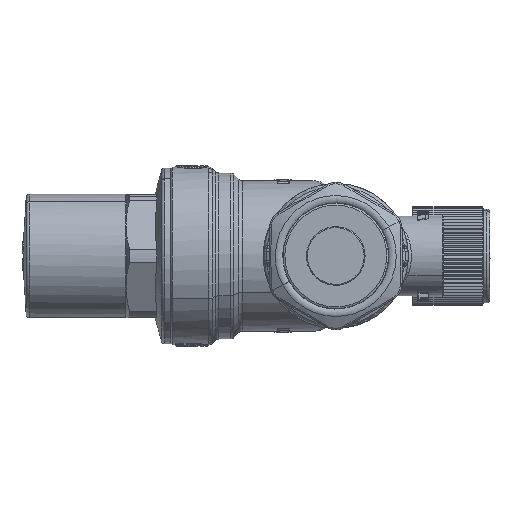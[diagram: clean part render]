
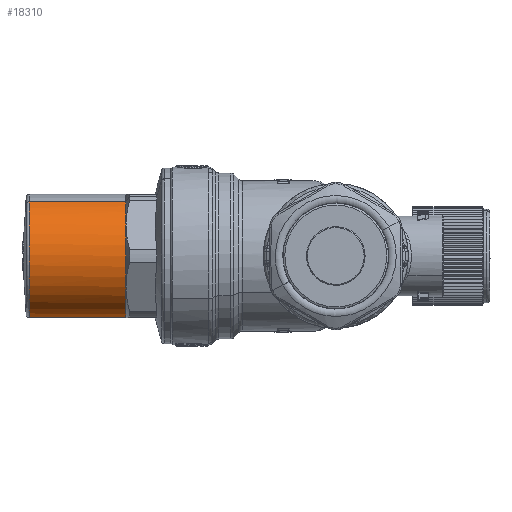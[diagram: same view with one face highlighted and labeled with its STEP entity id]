
A CAD part, left-side view. The second image highlights one B-rep face of the part: STEP entity #18310.
In plain terms, the highlighted cylindrical face has radius 20 mm (diameter 40 mm), a partial arc.
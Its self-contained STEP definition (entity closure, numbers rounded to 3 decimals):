
#18190=CARTESIAN_POINT('Axis2P3D Location',(0.,99.35,0.)) ;
#18194=CARTESIAN_POINT('Vertex',(-9.589,99.35,17.552)) ;
#18196=CARTESIAN_POINT('Vertex',(9.589,99.35,-17.552)) ;
#18256=CARTESIAN_POINT('Axis2P3D Location',(0.,71.9,0.)) ;
#18261=CARTESIAN_POINT('Line Origine',(9.589,78.868,-17.552)) ;
#18265=CARTESIAN_POINT('Vertex',(9.589,68.,-17.552)) ;
#18268=CARTESIAN_POINT('Axis2P3D Location',(0.,68.,0.)) ;
#18272=CARTESIAN_POINT('Vertex',(0.,68.,-20.)) ;
#18275=CARTESIAN_POINT('Axis2P3D Location',(0.,68.,0.)) ;
#18279=CARTESIAN_POINT('Vertex',(-17.321,68.,-10.)) ;
#18282=CARTESIAN_POINT('Axis2P3D Location',(0.,68.,0.)) ;
#18286=CARTESIAN_POINT('Vertex',(-17.321,68.,10.)) ;
#18289=CARTESIAN_POINT('Axis2P3D Location',(0.,68.,0.)) ;
#18293=CARTESIAN_POINT('Vertex',(-9.589,68.,17.552)) ;
#18296=CARTESIAN_POINT('Line Origine',(-9.589,78.868,17.552)) ;
#18263=VECTOR('Line Direction',#18262,1.) ;
#18298=VECTOR('Line Direction',#18297,1.) ;
#18191=DIRECTION('Axis2P3D Direction',(0.,-1.,0.)) ;
#18257=DIRECTION('Axis2P3D Direction',(0.,-1.,0.)) ;
#18258=DIRECTION('Axis2P3D XDirection',(0.479,0.,-0.878)) ;
#18262=DIRECTION('Vector Direction',(0.,-1.,0.)) ;
#18269=DIRECTION('Axis2P3D Direction',(0.,-1.,0.)) ;
#18276=DIRECTION('Axis2P3D Direction',(0.,-1.,0.)) ;
#18283=DIRECTION('Axis2P3D Direction',(0.,-1.,0.)) ;
#18290=DIRECTION('Axis2P3D Direction',(0.,-1.,0.)) ;
#18297=DIRECTION('Vector Direction',(0.,-1.,0.)) ;
#18192=AXIS2_PLACEMENT_3D('Circle Axis2P3D',#18190,#18191,$) ;
#18259=AXIS2_PLACEMENT_3D('Cylinder Axis2P3D',#18256,#18257,#18258) ;
#18270=AXIS2_PLACEMENT_3D('Circle Axis2P3D',#18268,#18269,$) ;
#18277=AXIS2_PLACEMENT_3D('Circle Axis2P3D',#18275,#18276,$) ;
#18284=AXIS2_PLACEMENT_3D('Circle Axis2P3D',#18282,#18283,$) ;
#18291=AXIS2_PLACEMENT_3D('Circle Axis2P3D',#18289,#18290,$) ;
#18264=LINE('Line',#18261,#18263) ;
#18299=LINE('Line',#18296,#18298) ;
#18193=CIRCLE('generated circle',#18192,20.) ;
#18271=CIRCLE('generated circle',#18270,20.) ;
#18278=CIRCLE('generated circle',#18277,20.) ;
#18285=CIRCLE('generated circle',#18284,20.) ;
#18292=CIRCLE('generated circle',#18291,20.) ;
#18260=CYLINDRICAL_SURFACE('generated cylinder',#18259,20.) ;
#18198=EDGE_CURVE('',#18195,#18197,#18193,.T.) ;
#18267=EDGE_CURVE('',#18266,#18197,#18264,.F.) ;
#18274=EDGE_CURVE('',#18273,#18266,#18271,.T.) ;
#18281=EDGE_CURVE('',#18280,#18273,#18278,.T.) ;
#18288=EDGE_CURVE('',#18287,#18280,#18285,.T.) ;
#18295=EDGE_CURVE('',#18294,#18287,#18292,.T.) ;
#18300=EDGE_CURVE('',#18294,#18195,#18299,.F.) ;
#18302=ORIENTED_EDGE('',*,*,#18267,.F.) ;
#18303=ORIENTED_EDGE('',*,*,#18274,.F.) ;
#18304=ORIENTED_EDGE('',*,*,#18281,.F.) ;
#18305=ORIENTED_EDGE('',*,*,#18288,.F.) ;
#18306=ORIENTED_EDGE('',*,*,#18295,.F.) ;
#18307=ORIENTED_EDGE('',*,*,#18300,.T.) ;
#18308=ORIENTED_EDGE('',*,*,#18198,.T.) ;
#18301=EDGE_LOOP('',(#18302,#18303,#18304,#18305,#18306,#18307,#18308)) ;
#18195=VERTEX_POINT('',#18194) ;
#18197=VERTEX_POINT('',#18196) ;
#18266=VERTEX_POINT('',#18265) ;
#18273=VERTEX_POINT('',#18272) ;
#18280=VERTEX_POINT('',#18279) ;
#18287=VERTEX_POINT('',#18286) ;
#18294=VERTEX_POINT('',#18293) ;
#18310=ADVANCED_FACE('PartBody',(#18309),#18260,.T.) ;
#18309=FACE_OUTER_BOUND('',#18301,.T.) ;
